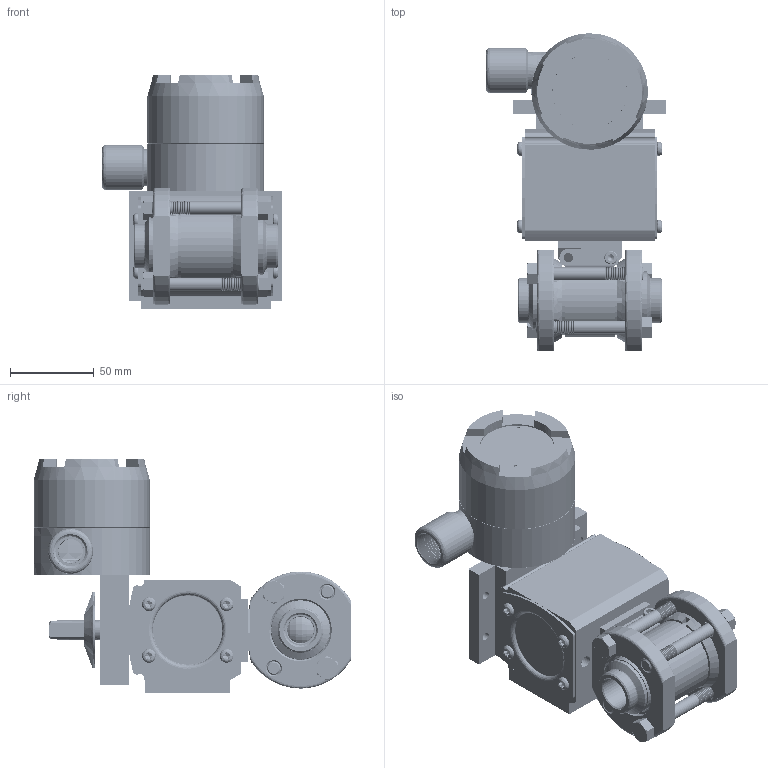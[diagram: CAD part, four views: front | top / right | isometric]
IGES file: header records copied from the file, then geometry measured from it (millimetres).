
Start section: SolidWorks IGES file using analytic representation for surfaces
Global section: file name: 26XXTSWSA512DLS.igs; native system: SolidWorks 2018; preprocessor: SolidWorks 2018; author: ryanm; date: 180905.081515; units: inch
Bounding box: 107.71 x 189.17 x 140.21 mm (x, y, z)
Surface area: 232233.4 mm2 (no closed solid volume)
Topology: 0 solids, 0 shells, 3639 faces, 53656 edges, 53515 vertices
Faces by surface type: revolution 2815, bspline 824
